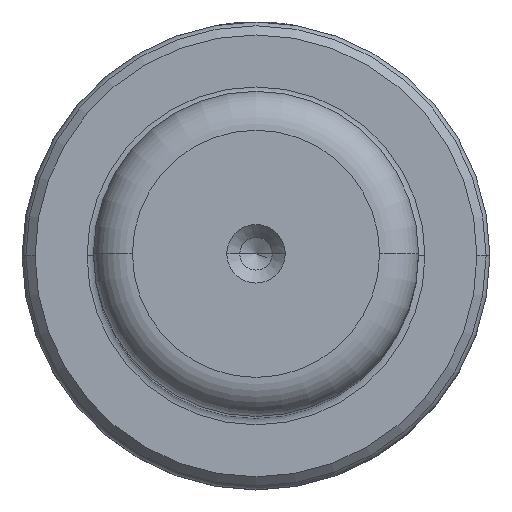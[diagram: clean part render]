
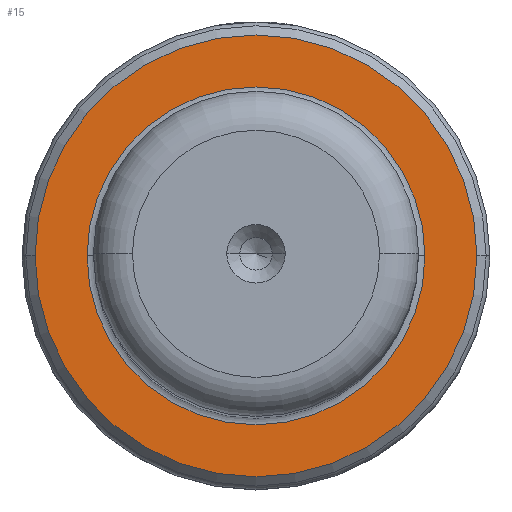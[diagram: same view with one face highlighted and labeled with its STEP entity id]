
A CAD part, top view. The second image highlights one B-rep face of the part: STEP entity #15.
In plain terms, the highlighted planar face has unit normal (0, 0, 1).
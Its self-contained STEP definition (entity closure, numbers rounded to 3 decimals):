
#15 = ADVANCED_FACE ( 'NONE', ( #643, #111 ), #1138, .T. ) ;
#37 = AXIS2_PLACEMENT_3D ( 'NONE', #1714, #387, #619 ) ;
#111 = FACE_OUTER_BOUND ( 'NONE', #359, .T. ) ;
#298 = ORIENTED_EDGE ( 'NONE', *, *, #1318, .T. ) ;
#348 = CARTESIAN_POINT ( 'NONE',  ( 0., 0., 26. ) ) ;
#359 = EDGE_LOOP ( 'NONE', ( #298, #2934 ) ) ;
#374 = CIRCLE ( 'NONE', #2266, 17. ) ;
#387 = DIRECTION ( 'NONE',  ( 0., 0., 1. ) ) ;
#410 = EDGE_CURVE ( 'NONE', #806, #2237, #824, .T. ) ;
#444 = DIRECTION ( 'NONE',  ( 1., 0., 0. ) ) ;
#593 = CARTESIAN_POINT ( 'NONE',  ( 17., 0., 26. ) ) ;
#619 = DIRECTION ( 'NONE',  ( 1., 0., 0. ) ) ;
#643 = FACE_BOUND ( 'NONE', #2184, .T. ) ;
#701 = DIRECTION ( 'NONE',  ( -1., 0., 0. ) ) ;
#806 = VERTEX_POINT ( 'NONE', #1625 ) ;
#820 = VERTEX_POINT ( 'NONE', #2660 ) ;
#824 = CIRCLE ( 'NONE', #2554, 13. ) ;
#840 = DIRECTION ( 'NONE',  ( 0., 0., -1. ) ) ;
#880 = DIRECTION ( 'NONE',  ( 0., 0., 1. ) ) ;
#904 = DIRECTION ( 'NONE',  ( 1., 0., 0. ) ) ;
#945 = EDGE_CURVE ( 'NONE', #2368, #820, #2246, .T. ) ;
#1138 = PLANE ( 'NONE',  #1495 ) ;
#1220 = CARTESIAN_POINT ( 'NONE',  ( 0., 0., 26. ) ) ;
#1238 = DIRECTION ( 'NONE',  ( 0., 0., -1. ) ) ;
#1318 = EDGE_CURVE ( 'NONE', #820, #2368, #374, .T. ) ;
#1495 = AXIS2_PLACEMENT_3D ( 'NONE', #3192, #880, #444 ) ;
#1625 = CARTESIAN_POINT ( 'NONE',  ( 13., 0., 26. ) ) ;
#1714 = CARTESIAN_POINT ( 'NONE',  ( 0., 0., 26. ) ) ;
#1844 = ORIENTED_EDGE ( 'NONE', *, *, #3306, .T. ) ;
#2184 = EDGE_LOOP ( 'NONE', ( #1844, #2385 ) ) ;
#2215 = AXIS2_PLACEMENT_3D ( 'NONE', #2705, #840, #2918 ) ;
#2237 = VERTEX_POINT ( 'NONE', #2580 ) ;
#2246 = CIRCLE ( 'NONE', #37, 17. ) ;
#2266 = AXIS2_PLACEMENT_3D ( 'NONE', #348, #2718, #904 ) ;
#2368 = VERTEX_POINT ( 'NONE', #593 ) ;
#2385 = ORIENTED_EDGE ( 'NONE', *, *, #410, .T. ) ;
#2554 = AXIS2_PLACEMENT_3D ( 'NONE', #1220, #1238, #701 ) ;
#2580 = CARTESIAN_POINT ( 'NONE',  ( -13., 0., 26. ) ) ;
#2660 = CARTESIAN_POINT ( 'NONE',  ( -17., 0., 26. ) ) ;
#2705 = CARTESIAN_POINT ( 'NONE',  ( 0., 0., 26. ) ) ;
#2718 = DIRECTION ( 'NONE',  ( 0., 0., 1. ) ) ;
#2918 = DIRECTION ( 'NONE',  ( -1., 0., 0. ) ) ;
#2934 = ORIENTED_EDGE ( 'NONE', *, *, #945, .T. ) ;
#3192 = CARTESIAN_POINT ( 'NONE',  ( 0., 0., 26. ) ) ;
#3286 = CIRCLE ( 'NONE', #2215, 13. ) ;
#3306 = EDGE_CURVE ( 'NONE', #2237, #806, #3286, .T. ) ;
